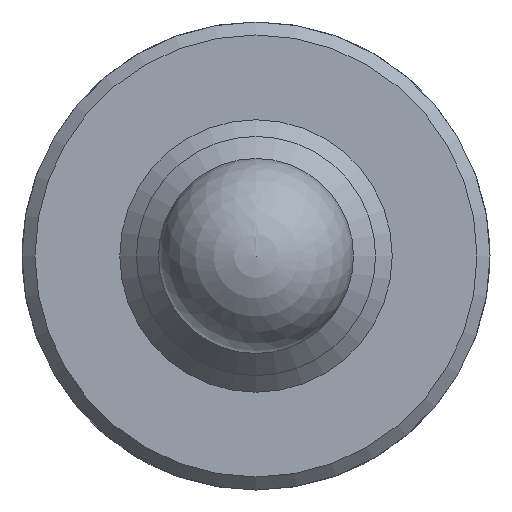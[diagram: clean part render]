
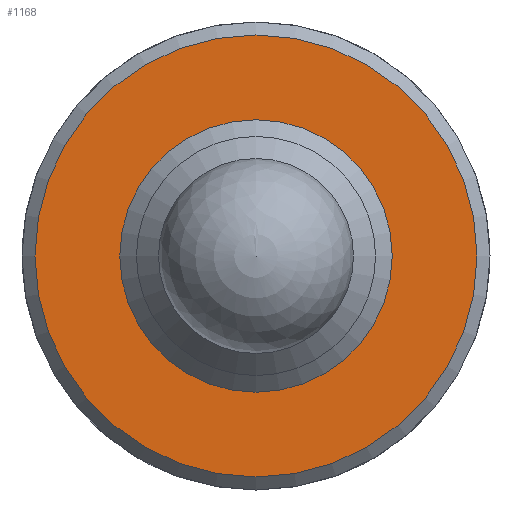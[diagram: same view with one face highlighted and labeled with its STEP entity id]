
A CAD part, front view. The second image highlights one B-rep face of the part: STEP entity #1168.
In plain terms, the highlighted planar face has unit normal (0, -1, 0).
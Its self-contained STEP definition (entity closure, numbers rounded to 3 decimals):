
#37=FACE_BOUND('',#210,.T.);
#75=PLANE('',#1317);
#127=FACE_OUTER_BOUND('',#209,.T.);
#209=EDGE_LOOP('',(#927));
#210=EDGE_LOOP('',(#928));
#418=CIRCLE('',#1313,17.);
#421=CIRCLE('',#1318,9.2);
#520=VERTEX_POINT('',#1996);
#523=VERTEX_POINT('',#2006);
#659=EDGE_CURVE('',#520,#520,#418,.T.);
#664=EDGE_CURVE('',#523,#523,#421,.T.);
#927=ORIENTED_EDGE('',*,*,#659,.F.);
#928=ORIENTED_EDGE('',*,*,#664,.F.);
#1168=ADVANCED_FACE('',(#127,#37),#75,.T.);
#1313=AXIS2_PLACEMENT_3D('',#1997,#1622,#1623);
#1317=AXIS2_PLACEMENT_3D('',#2005,#1632,#1633);
#1318=AXIS2_PLACEMENT_3D('',#2007,#1634,#1635);
#1622=DIRECTION('center_axis',(0.,1.,0.));
#1623=DIRECTION('ref_axis',(-1.,0.,0.));
#1632=DIRECTION('center_axis',(0.,-1.,0.));
#1633=DIRECTION('ref_axis',(0.,0.,-1.));
#1634=DIRECTION('center_axis',(0.,-1.,0.));
#1635=DIRECTION('ref_axis',(1.,0.,0.));
#1996=CARTESIAN_POINT('',(17.,73.6,0.));
#1997=CARTESIAN_POINT('Origin',(0.,73.6,0.));
#2005=CARTESIAN_POINT('Origin',(9.2,73.6,0.));
#2006=CARTESIAN_POINT('',(-9.2,73.6,0.));
#2007=CARTESIAN_POINT('Origin',(0.,73.6,0.));
